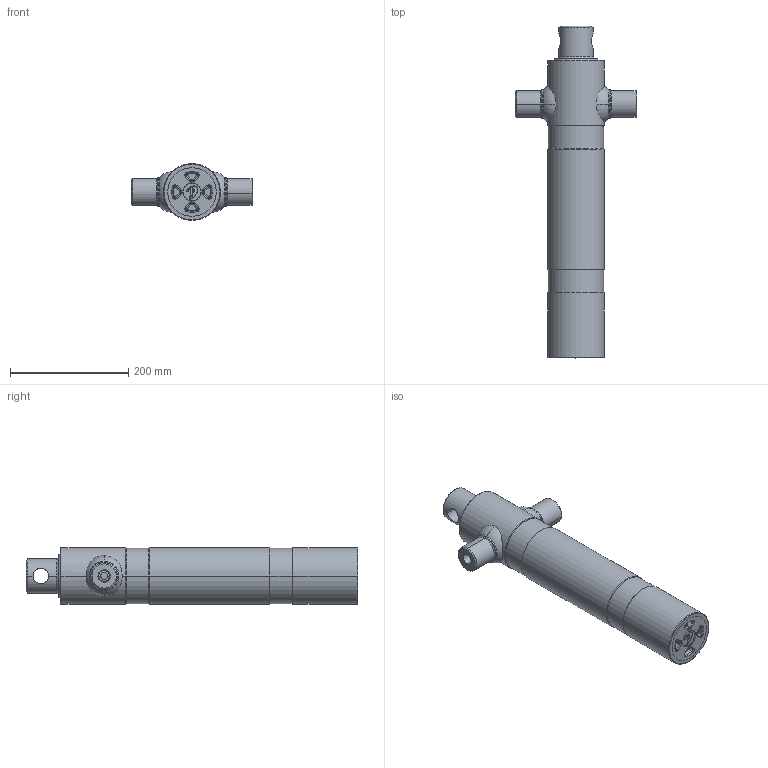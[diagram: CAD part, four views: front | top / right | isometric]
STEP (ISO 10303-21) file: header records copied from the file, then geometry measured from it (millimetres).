
FILE_DESCRIPTION (( 'STEP AP203' ), '1' );
FILE_NAME ('202.BGH.STEP', '2014-10-06T08:14:29', ( '' ), ( '' ), 'SwSTEP 2.0', 'SolidWorks 2013', '' );
FILE_SCHEMA (( 'CONFIG_CONTROL_DESIGN' ));
Length unit declared in the file: millimetre
Products named in the file (1): 202.BGH
Bounding box: 205 x 561 x 96 mm (x, y, z)
Surface area: 405628.3 mm2 (no closed solid volume)
Topology: 0 solids, 10 shells, 235 faces, 603 edges, 375 vertices
Faces by surface type: torus 73, cylinder 67, cone 62, plane 26, bspline 7
Entity records: 9016 total; most frequent: CARTESIAN_POINT 3199, DIRECTION 1353, ORIENTED_EDGE 1071, EDGE_CURVE 603, AXIS2_PLACEMENT_3D 581, VERTEX_POINT 375, CIRCLE 352, EDGE_LOOP 248
